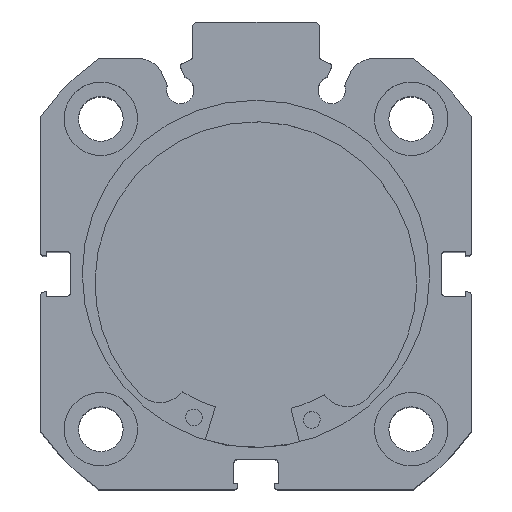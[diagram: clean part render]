
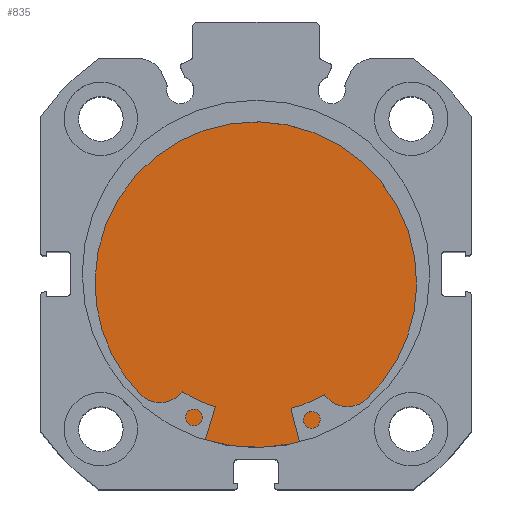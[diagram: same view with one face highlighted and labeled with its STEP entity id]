
A CAD part, top view. The second image highlights one B-rep face of the part: STEP entity #835.
In plain terms, the highlighted face is planar.
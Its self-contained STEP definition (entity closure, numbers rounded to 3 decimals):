
#835 = ADVANCED_FACE ( 'NONE', ( #1464 ), #3685, .F. ) ;
#1150 = EDGE_LOOP ( 'NONE', ( #6907, #6905 ) ) ;
#1464 = FACE_OUTER_BOUND ( 'NONE', #1150, .T. ) ;
#2456 = EDGE_CURVE ( 'NONE', #4392, #3752, #6018, .T. ) ;
#2457 = EDGE_CURVE ( 'NONE', #3752, #4392, #6020, .T. ) ;
#3259 = AXIS2_PLACEMENT_3D ( 'NONE', #3687, #3680, #3679 ) ;
#3554 = AXIS2_PLACEMENT_3D ( 'NONE', #5452, #5453, #5454 ) ;
#3560 = AXIS2_PLACEMENT_3D ( 'NONE', #5455, #5456, #5457 ) ;
#3679 = DIRECTION ( 'NONE',  ( 0., 0., 1. ) ) ;
#3680 = DIRECTION ( 'NONE',  ( -1., 0., 0. ) ) ;
#3685 = PLANE ( 'NONE',  #3259 ) ;
#3687 = CARTESIAN_POINT ( 'NONE',  ( 9., 26., 0. ) ) ;
#3752 = VERTEX_POINT ( 'NONE', #6242 ) ;
#4392 = VERTEX_POINT ( 'NONE', #6513 ) ;
#5452 = CARTESIAN_POINT ( 'NONE',  ( 9., 0., 0. ) ) ;
#5453 = DIRECTION ( 'NONE',  ( -1., 0., 0. ) ) ;
#5454 = DIRECTION ( 'NONE',  ( 0., 0., 1. ) ) ;
#5455 = CARTESIAN_POINT ( 'NONE',  ( 9., 0., 0. ) ) ;
#5456 = DIRECTION ( 'NONE',  ( -1., 0., 0. ) ) ;
#5457 = DIRECTION ( 'NONE',  ( 0., 0., 1. ) ) ;
#6018 = CIRCLE ( 'NONE', #3554, 26. ) ;
#6020 = CIRCLE ( 'NONE', #3560, 26. ) ;
#6242 = CARTESIAN_POINT ( 'NONE',  ( 9., 0., 26. ) ) ;
#6513 = CARTESIAN_POINT ( 'NONE',  ( 9., 0., -26. ) ) ;
#6905 = ORIENTED_EDGE ( 'NONE', *, *, #2456, .F. ) ;
#6907 = ORIENTED_EDGE ( 'NONE', *, *, #2457, .F. ) ;
